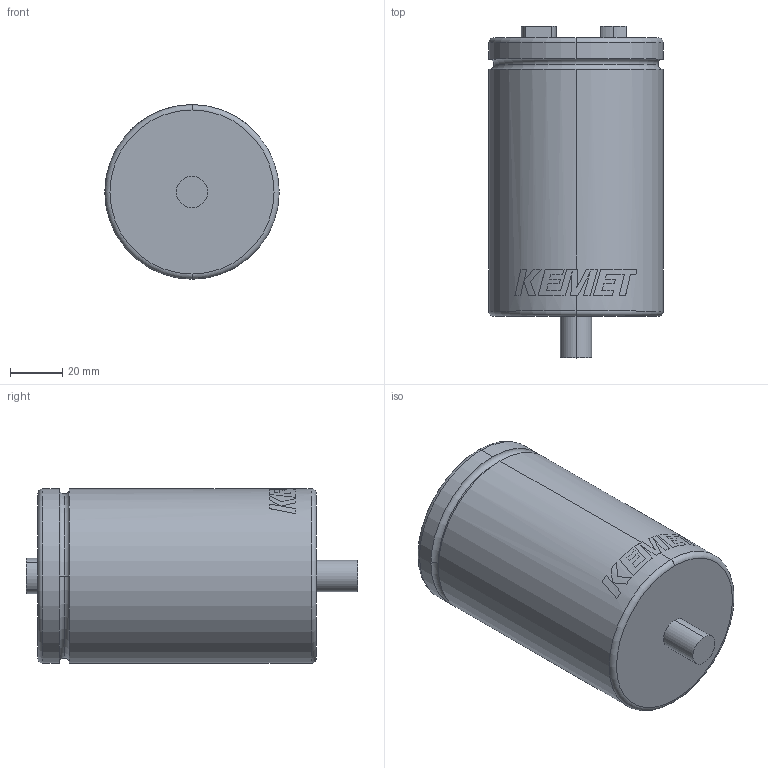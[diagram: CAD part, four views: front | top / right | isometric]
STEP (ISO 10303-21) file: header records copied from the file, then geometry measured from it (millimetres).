
FILE_DESCRIPTION (( 'STEP AP214' ), '1' );
FILE_NAME ('CARC_KALSOS_66X105_D67L107T6S28.5DT13.5TD10.000LT111.500V15.800.STEP', '2020-07-24T21:37:45', ( '' ), ( '' ), 'SwSTEP 2.0', 'SolidWorks 2014', '' );
FILE_SCHEMA (( 'AUTOMOTIVE_DESIGN' ));
Length unit declared in the file: millimetre
Products named in the file (1): CARC_KALSOS_66X105_D67L107T6S28.5DT13.5TD10.000LT111.500V15.800
Bounding box: 67 x 127.5 x 67 mm (x, y, z)
Volume: 375260.3 mm3; surface area: 31222.1 mm2
Topology: 1 solids, 1 shells, 98 faces, 253 edges, 166 vertices
Faces by surface type: plane 35, bspline 31, cylinder 24, torus 8
Entity records: 4304 total; most frequent: CARTESIAN_POINT 1012, ORIENTED_EDGE 506, DIRECTION 380, EDGE_CURVE 253, AXIS2_PLACEMENT_3D 172, VERTEX_POINT 166, B_SPLINE_CURVE_WITH_KNOTS 113, EDGE_LOOP 107
